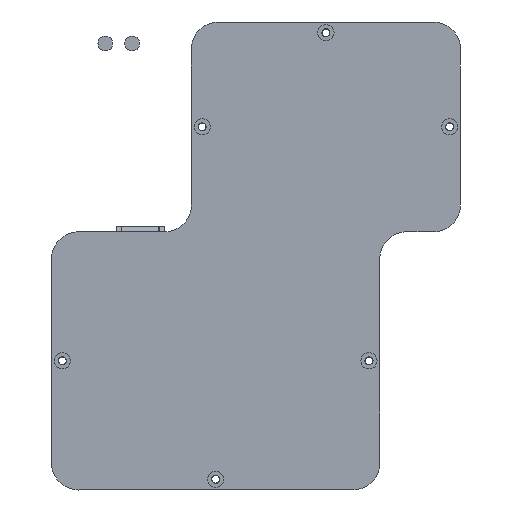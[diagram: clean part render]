
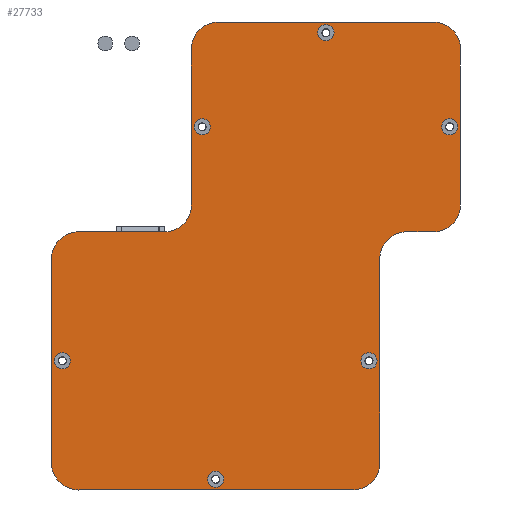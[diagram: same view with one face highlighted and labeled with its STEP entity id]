
A CAD part, front view. The second image highlights one B-rep face of the part: STEP entity #27733.
In plain terms, the highlighted planar face has unit normal (0, -1, 0).
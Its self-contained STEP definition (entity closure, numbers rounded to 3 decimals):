
#2021=FACE_BOUND('',#4086,.T.);
#2022=FACE_BOUND('',#4087,.T.);
#2023=FACE_BOUND('',#4088,.T.);
#2024=FACE_BOUND('',#4089,.T.);
#2025=FACE_BOUND('',#4090,.T.);
#2026=FACE_BOUND('',#4091,.T.);
#2219=CIRCLE('',#29300,10.);
#2220=CIRCLE('',#29301,10.);
#2221=CIRCLE('',#29302,10.);
#2222=CIRCLE('',#29303,10.);
#2223=CIRCLE('',#29304,10.);
#2224=CIRCLE('',#29305,10.);
#2225=CIRCLE('',#29306,10.);
#2226=CIRCLE('',#29307,10.);
#2227=CIRCLE('',#29308,3.);
#2228=CIRCLE('',#29309,3.);
#2229=CIRCLE('',#29310,3.);
#2230=CIRCLE('',#29311,3.);
#2231=CIRCLE('',#29312,3.);
#2232=CIRCLE('',#29313,3.);
#2543=FACE_OUTER_BOUND('',#4085,.T.);
#4085=EDGE_LOOP('',(#18476,#18477,#18478,#18479,#18480,#18481,#18482,#18483,
#18484,#18485,#18486,#18487,#18488,#18489,#18490,#18491));
#4086=EDGE_LOOP('',(#18492));
#4087=EDGE_LOOP('',(#18493));
#4088=EDGE_LOOP('',(#18494));
#4089=EDGE_LOOP('',(#18495));
#4090=EDGE_LOOP('',(#18496));
#4091=EDGE_LOOP('',(#18497));
#5899=LINE('',#36103,#8618);
#5900=LINE('',#36107,#8619);
#5901=LINE('',#36111,#8620);
#5902=LINE('',#36115,#8621);
#5903=LINE('',#36119,#8622);
#5904=LINE('',#36123,#8623);
#5905=LINE('',#36127,#8624);
#5906=LINE('',#36131,#8625);
#8618=VECTOR('',#30713,10.);
#8619=VECTOR('',#30716,10.);
#8620=VECTOR('',#30719,10.);
#8621=VECTOR('',#30722,10.);
#8622=VECTOR('',#30725,10.);
#8623=VECTOR('',#30728,10.);
#8624=VECTOR('',#30731,10.);
#8625=VECTOR('',#30734,10.);
#11330=VERTEX_POINT('',#36101);
#11331=VERTEX_POINT('',#36102);
#11332=VERTEX_POINT('',#36104);
#11333=VERTEX_POINT('',#36106);
#11334=VERTEX_POINT('',#36108);
#11335=VERTEX_POINT('',#36110);
#11336=VERTEX_POINT('',#36112);
#11337=VERTEX_POINT('',#36114);
#11338=VERTEX_POINT('',#36116);
#11339=VERTEX_POINT('',#36118);
#11340=VERTEX_POINT('',#36120);
#11341=VERTEX_POINT('',#36122);
#11342=VERTEX_POINT('',#36124);
#11343=VERTEX_POINT('',#36126);
#11344=VERTEX_POINT('',#36128);
#11345=VERTEX_POINT('',#36130);
#11346=VERTEX_POINT('',#36133);
#11347=VERTEX_POINT('',#36135);
#11348=VERTEX_POINT('',#36137);
#11349=VERTEX_POINT('',#36139);
#11350=VERTEX_POINT('',#36141);
#11351=VERTEX_POINT('',#36143);
#14179=EDGE_CURVE('',#11330,#11331,#5899,.T.);
#14180=EDGE_CURVE('',#11331,#11332,#2219,.T.);
#14181=EDGE_CURVE('',#11332,#11333,#5900,.T.);
#14182=EDGE_CURVE('',#11333,#11334,#2220,.T.);
#14183=EDGE_CURVE('',#11334,#11335,#5901,.T.);
#14184=EDGE_CURVE('',#11335,#11336,#2221,.T.);
#14185=EDGE_CURVE('',#11336,#11337,#5902,.T.);
#14186=EDGE_CURVE('',#11337,#11338,#2222,.T.);
#14187=EDGE_CURVE('',#11338,#11339,#5903,.T.);
#14188=EDGE_CURVE('',#11339,#11340,#2223,.T.);
#14189=EDGE_CURVE('',#11340,#11341,#5904,.T.);
#14190=EDGE_CURVE('',#11341,#11342,#2224,.T.);
#14191=EDGE_CURVE('',#11342,#11343,#5905,.T.);
#14192=EDGE_CURVE('',#11343,#11344,#2225,.T.);
#14193=EDGE_CURVE('',#11344,#11345,#5906,.T.);
#14194=EDGE_CURVE('',#11345,#11330,#2226,.T.);
#14195=EDGE_CURVE('',#11346,#11346,#2227,.T.);
#14196=EDGE_CURVE('',#11347,#11347,#2228,.T.);
#14197=EDGE_CURVE('',#11348,#11348,#2229,.T.);
#14198=EDGE_CURVE('',#11349,#11349,#2230,.T.);
#14199=EDGE_CURVE('',#11350,#11350,#2231,.T.);
#14200=EDGE_CURVE('',#11351,#11351,#2232,.T.);
#18476=ORIENTED_EDGE('',*,*,#14179,.T.);
#18477=ORIENTED_EDGE('',*,*,#14180,.T.);
#18478=ORIENTED_EDGE('',*,*,#14181,.T.);
#18479=ORIENTED_EDGE('',*,*,#14182,.T.);
#18480=ORIENTED_EDGE('',*,*,#14183,.T.);
#18481=ORIENTED_EDGE('',*,*,#14184,.T.);
#18482=ORIENTED_EDGE('',*,*,#14185,.T.);
#18483=ORIENTED_EDGE('',*,*,#14186,.T.);
#18484=ORIENTED_EDGE('',*,*,#14187,.T.);
#18485=ORIENTED_EDGE('',*,*,#14188,.T.);
#18486=ORIENTED_EDGE('',*,*,#14189,.T.);
#18487=ORIENTED_EDGE('',*,*,#14190,.T.);
#18488=ORIENTED_EDGE('',*,*,#14191,.T.);
#18489=ORIENTED_EDGE('',*,*,#14192,.T.);
#18490=ORIENTED_EDGE('',*,*,#14193,.T.);
#18491=ORIENTED_EDGE('',*,*,#14194,.T.);
#18492=ORIENTED_EDGE('',*,*,#14195,.T.);
#18493=ORIENTED_EDGE('',*,*,#14196,.T.);
#18494=ORIENTED_EDGE('',*,*,#14197,.T.);
#18495=ORIENTED_EDGE('',*,*,#14198,.T.);
#18496=ORIENTED_EDGE('',*,*,#14199,.T.);
#18497=ORIENTED_EDGE('',*,*,#14200,.T.);
#26935=PLANE('',#29299);
#27733=ADVANCED_FACE('',(#2543,#2021,#2022,#2023,#2024,#2025,#2026),#26935,
 .F.);
#29299=AXIS2_PLACEMENT_3D('',#36100,#30711,#30712);
#29300=AXIS2_PLACEMENT_3D('',#36105,#30714,#30715);
#29301=AXIS2_PLACEMENT_3D('',#36109,#30717,#30718);
#29302=AXIS2_PLACEMENT_3D('',#36113,#30720,#30721);
#29303=AXIS2_PLACEMENT_3D('',#36117,#30723,#30724);
#29304=AXIS2_PLACEMENT_3D('',#36121,#30726,#30727);
#29305=AXIS2_PLACEMENT_3D('',#36125,#30729,#30730);
#29306=AXIS2_PLACEMENT_3D('',#36129,#30732,#30733);
#29307=AXIS2_PLACEMENT_3D('',#36132,#30735,#30736);
#29308=AXIS2_PLACEMENT_3D('',#36134,#30737,#30738);
#29309=AXIS2_PLACEMENT_3D('',#36136,#30739,#30740);
#29310=AXIS2_PLACEMENT_3D('',#36138,#30741,#30742);
#29311=AXIS2_PLACEMENT_3D('',#36140,#30743,#30744);
#29312=AXIS2_PLACEMENT_3D('',#36142,#30745,#30746);
#29313=AXIS2_PLACEMENT_3D('',#36144,#30747,#30748);
#30711=DIRECTION('center_axis',(0.,1.,0.));
#30712=DIRECTION('ref_axis',(1.,0.,0.));
#30713=DIRECTION('',(0.,0.,-1.));
#30714=DIRECTION('center_axis',(0.,1.,0.));
#30715=DIRECTION('ref_axis',(1.,0.,0.));
#30716=DIRECTION('',(-1.,0.,0.));
#30717=DIRECTION('center_axis',(0.,-1.,0.));
#30718=DIRECTION('ref_axis',(-1.,0.,0.));
#30719=DIRECTION('',(0.,0.,-1.));
#30720=DIRECTION('center_axis',(0.,-1.,0.));
#30721=DIRECTION('ref_axis',(0.,0.,-1.));
#30722=DIRECTION('',(1.,0.,0.));
#30723=DIRECTION('center_axis',(0.,-1.,0.));
#30724=DIRECTION('ref_axis',(1.,0.,0.));
#30725=DIRECTION('',(0.,0.,1.));
#30726=DIRECTION('center_axis',(0.,1.,0.));
#30727=DIRECTION('ref_axis',(-1.,0.,0.));
#30728=DIRECTION('',(1.,0.,0.));
#30729=DIRECTION('center_axis',(0.,-1.,0.));
#30730=DIRECTION('ref_axis',(1.,0.,0.));
#30731=DIRECTION('',(0.,0.,1.));
#30732=DIRECTION('center_axis',(0.,-1.,0.));
#30733=DIRECTION('ref_axis',(0.,0.,1.));
#30734=DIRECTION('',(-1.,0.,0.));
#30735=DIRECTION('center_axis',(0.,-1.,0.));
#30736=DIRECTION('ref_axis',(-1.,0.,0.));
#30737=DIRECTION('center_axis',(0.,1.,0.));
#30738=DIRECTION('ref_axis',(1.,0.,0.));
#30739=DIRECTION('center_axis',(0.,1.,0.));
#30740=DIRECTION('ref_axis',(1.,0.,0.));
#30741=DIRECTION('center_axis',(0.,1.,0.));
#30742=DIRECTION('ref_axis',(1.,0.,0.));
#30743=DIRECTION('center_axis',(0.,1.,0.));
#30744=DIRECTION('ref_axis',(1.,0.,0.));
#30745=DIRECTION('center_axis',(0.,1.,0.));
#30746=DIRECTION('ref_axis',(1.,0.,0.));
#30747=DIRECTION('center_axis',(0.,1.,0.));
#30748=DIRECTION('ref_axis',(1.,0.,0.));
#36100=CARTESIAN_POINT('Origin',(66.,-2.,1.));
#36101=CARTESIAN_POINT('',(42.,-2.,78.));
#36102=CARTESIAN_POINT('',(42.,-2.,20.));
#36103=CARTESIAN_POINT('',(42.,-2.,88.));
#36104=CARTESIAN_POINT('',(32.,-2.,10.));
#36105=CARTESIAN_POINT('Origin',(32.,-2.,20.));
#36106=CARTESIAN_POINT('',(0.,-2.,10.));
#36107=CARTESIAN_POINT('',(-10.,-2.,10.));
#36108=CARTESIAN_POINT('',(-10.,-2.,0.));
#36109=CARTESIAN_POINT('Origin',(0.,-2.,0.));
#36110=CARTESIAN_POINT('',(-10.,-2.,-76.));
#36111=CARTESIAN_POINT('',(-10.,-2.,-86.));
#36112=CARTESIAN_POINT('',(0.,-2.,-86.));
#36113=CARTESIAN_POINT('Origin',(0.,-2.,-76.));
#36114=CARTESIAN_POINT('',(102.,-2.,-86.));
#36115=CARTESIAN_POINT('',(112.,-2.,-86.));
#36116=CARTESIAN_POINT('',(112.,-2.,-76.));
#36117=CARTESIAN_POINT('Origin',(102.,-2.,-76.));
#36118=CARTESIAN_POINT('',(112.,-2.,0.));
#36119=CARTESIAN_POINT('',(112.,-2.,10.));
#36120=CARTESIAN_POINT('',(122.,-2.,10.));
#36121=CARTESIAN_POINT('Origin',(122.,-2.,0.));
#36122=CARTESIAN_POINT('',(132.,-2.,10.));
#36123=CARTESIAN_POINT('',(42.,-2.,10.));
#36124=CARTESIAN_POINT('',(142.,-2.,20.));
#36125=CARTESIAN_POINT('Origin',(132.,-2.,20.));
#36126=CARTESIAN_POINT('',(142.,-2.,78.));
#36127=CARTESIAN_POINT('',(142.,-2.,10.));
#36128=CARTESIAN_POINT('',(132.,-2.,88.));
#36129=CARTESIAN_POINT('Origin',(132.,-2.,78.));
#36130=CARTESIAN_POINT('',(52.,-2.,88.));
#36131=CARTESIAN_POINT('',(142.,-2.,88.));
#36132=CARTESIAN_POINT('Origin',(52.,-2.,78.));
#36133=CARTESIAN_POINT('',(-9.,-2.,-38.));
#36134=CARTESIAN_POINT('Origin',(-6.,-2.,-38.));
#36135=CARTESIAN_POINT('',(135.,-2.,49.));
#36136=CARTESIAN_POINT('Origin',(138.,-2.,49.));
#36137=CARTESIAN_POINT('',(48.,-2.,-82.));
#36138=CARTESIAN_POINT('Origin',(51.,-2.,-82.));
#36139=CARTESIAN_POINT('',(43.,-2.,49.));
#36140=CARTESIAN_POINT('Origin',(46.,-2.,49.));
#36141=CARTESIAN_POINT('',(89.,-2.,84.));
#36142=CARTESIAN_POINT('Origin',(92.,-2.,84.));
#36143=CARTESIAN_POINT('',(105.,-2.,-38.));
#36144=CARTESIAN_POINT('Origin',(108.,-2.,-38.));
